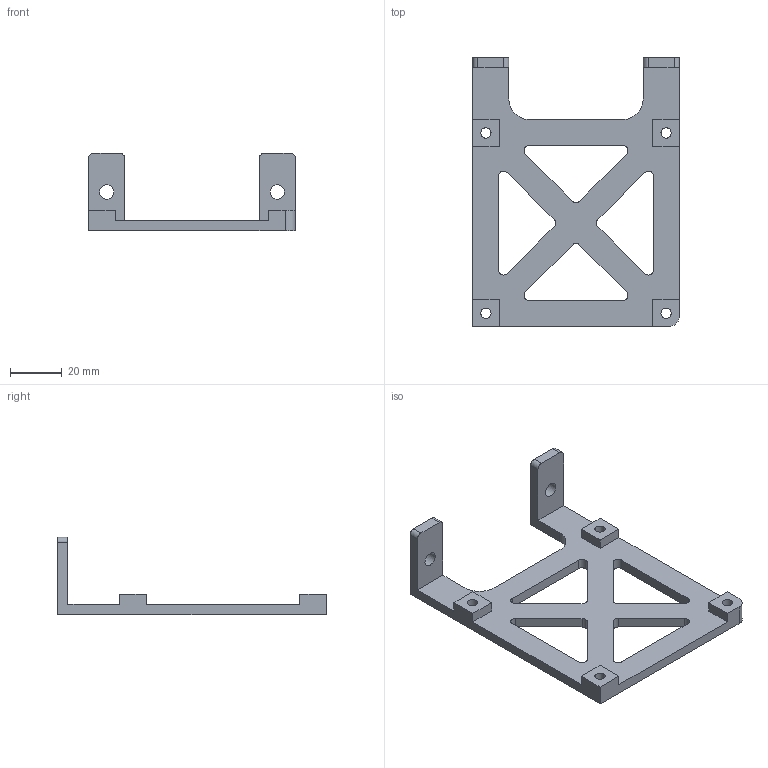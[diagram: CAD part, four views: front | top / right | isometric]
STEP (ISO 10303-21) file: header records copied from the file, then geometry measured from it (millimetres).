
FILE_DESCRIPTION(('FreeCAD Model'),'2;1');
FILE_NAME('Open CASCADE Shape Model','2025-09-08T16:17:21',(''),(''), 'Open CASCADE STEP processor 7.8','FreeCAD','Unknown');
FILE_SCHEMA(('AUTOMOTIVE_DESIGN { 1 0 10303 214 1 1 1 1 }'));
Length unit declared in the file: millimetre
Products named in the file (1): Body
Bounding box: 80 x 104 x 30 mm (x, y, z)
Volume: 24126.3 mm3; surface area: 16148.5 mm2
Topology: 1 solids, 1 shells, 65 faces, 189 edges, 126 vertices
Faces by surface type: plane 40, cylinder 25
Full cylindrical faces by diameter (mm): 4 x4, 5.6 x2
Entity records: 2211 total; most frequent: CARTESIAN_POINT 385, ORIENTED_EDGE 378, DIRECTION 367, EDGE_CURVE 189, LINE 135, VECTOR 135, VERTEX_POINT 126, AXIS2_PLACEMENT_3D 116
